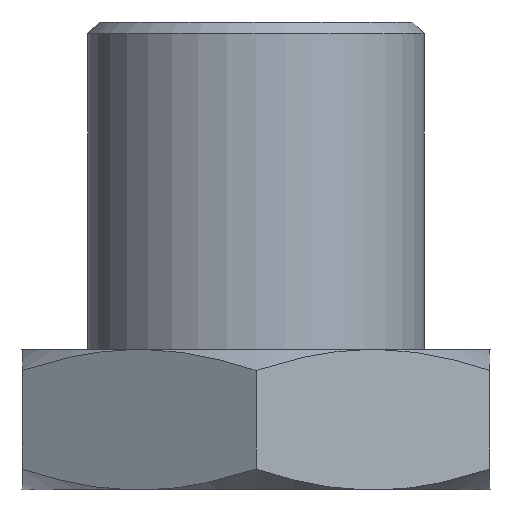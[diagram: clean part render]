
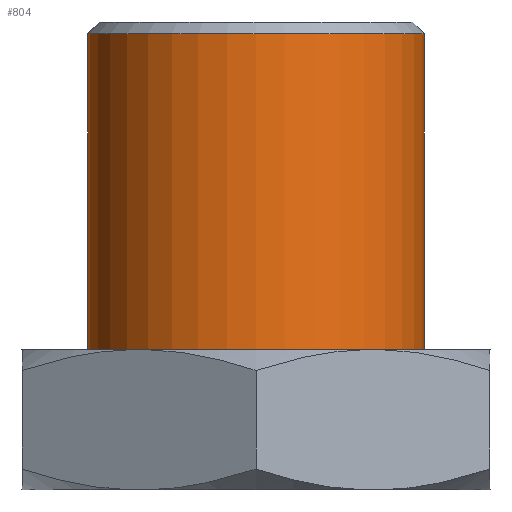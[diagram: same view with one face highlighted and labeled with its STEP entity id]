
A CAD part, left-side view. The second image highlights one B-rep face of the part: STEP entity #804.
In plain terms, the highlighted cylindrical face has radius 3.6 mm (diameter 7.2 mm), a full revolution.
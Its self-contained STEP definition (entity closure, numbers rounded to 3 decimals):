
#35 = EDGE_LOOP ( 'NONE', ( #124 ) ) ;
#87 = DIRECTION ( 'NONE',  ( 0., 0., -1. ) ) ;
#107 = DIRECTION ( 'NONE',  ( -1., 0., 0. ) ) ;
#124 = ORIENTED_EDGE ( 'NONE', *, *, #289, .F. ) ;
#185 = EDGE_LOOP ( 'NONE', ( #1097 ) ) ;
#217 = CARTESIAN_POINT ( 'NONE',  ( 1.8, -3.118, 3. ) ) ;
#252 = EDGE_CURVE ( 'NONE', #757, #757, #1112, .T. ) ;
#256 = AXIS2_PLACEMENT_3D ( 'NONE', #871, #87, #426 ) ;
#289 = EDGE_CURVE ( 'NONE', #1022, #1022, #1021, .T. ) ;
#417 = DIRECTION ( 'NONE',  ( 0., 0., -1. ) ) ;
#426 = DIRECTION ( 'NONE',  ( -1., 0., 0. ) ) ;
#500 = CARTESIAN_POINT ( 'NONE',  ( 0., 0., 3. ) ) ;
#532 = DIRECTION ( 'NONE',  ( 0., 0., -1. ) ) ;
#618 = FACE_OUTER_BOUND ( 'NONE', #185, .T. ) ;
#672 = AXIS2_PLACEMENT_3D ( 'NONE', #500, #417, #761 ) ;
#757 = VERTEX_POINT ( 'NONE', #1006 ) ;
#761 = DIRECTION ( 'NONE',  ( 0.5, -0.866, 0. ) ) ;
#790 = FACE_OUTER_BOUND ( 'NONE', #35, .T. ) ;
#804 = ADVANCED_FACE ( 'NONE', ( #790, #618 ), #885, .T. ) ;
#871 = CARTESIAN_POINT ( 'NONE',  ( 0., 0., 9.75 ) ) ;
#885 = CYLINDRICAL_SURFACE ( 'NONE', #999, 3.6 ) ;
#965 = CARTESIAN_POINT ( 'NONE',  ( 0., 0., 10. ) ) ;
#999 = AXIS2_PLACEMENT_3D ( 'NONE', #965, #532, #107 ) ;
#1006 = CARTESIAN_POINT ( 'NONE',  ( -3.6, 0., 9.75 ) ) ;
#1021 = CIRCLE ( 'NONE', #672, 3.6 ) ;
#1022 = VERTEX_POINT ( 'NONE', #217 ) ;
#1097 = ORIENTED_EDGE ( 'NONE', *, *, #252, .T. ) ;
#1112 = CIRCLE ( 'NONE', #256, 3.6 ) ;
